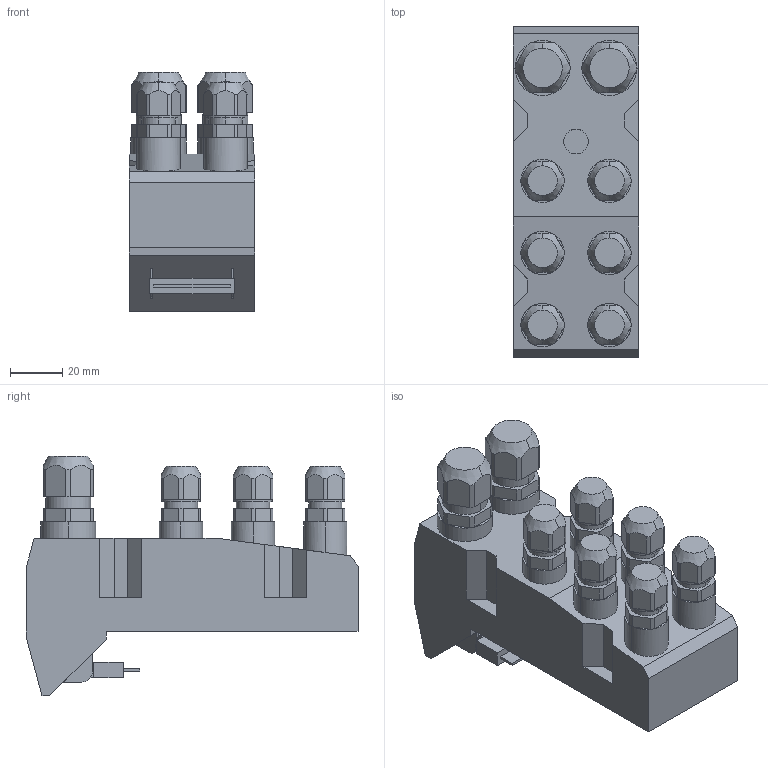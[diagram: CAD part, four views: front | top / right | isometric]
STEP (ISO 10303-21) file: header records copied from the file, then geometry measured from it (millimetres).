
FILE_DESCRIPTION(('STEP AP242'),'1');
FILE_NAME('vw3m9105.stp','2019-12-19T12:33:28',('TraceParts'),('TraceParts S.A.'),'Spatial InterOp 3D',' ',' ');
FILE_SCHEMA(('AP242_MANAGED_MODEL_BASED_3D_ENGINEERING_MIM_LF {1 0 10303 442 1 1 4}'));
Length unit declared in the file: millimetre
Products named in the file (1): vw3m9105_1
Bounding box: 48 x 126.59 x 91.25 mm (x, y, z)
Volume: 275892.8 mm3; surface area: 45641.8 mm2
Topology: 9 solids, 9 shells, 354 faces, 903 edges, 602 vertices
Faces by surface type: plane 194, cylinder 144, cone 16
Entity records: 11370 total; most frequent: CARTESIAN_POINT 2572, DIRECTION 1853, ORIENTED_EDGE 1806, EDGE_CURVE 903, AXIS2_PLACEMENT_3D 659, VERTEX_POINT 602, LINE 535, VECTOR 535
